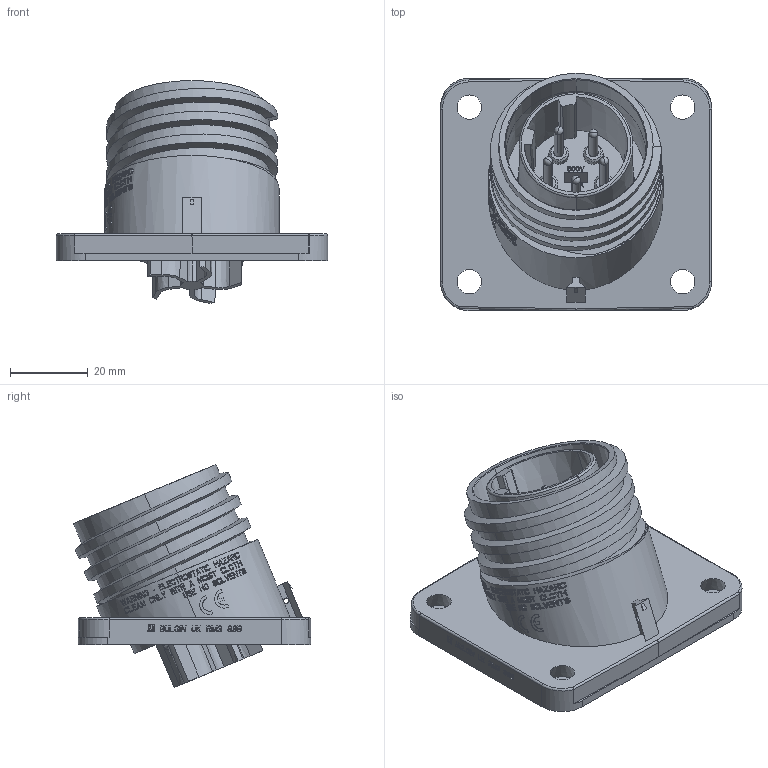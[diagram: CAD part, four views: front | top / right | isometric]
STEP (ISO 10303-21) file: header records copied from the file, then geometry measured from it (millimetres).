
FILE_DESCRIPTION(('STEP AP242'),'1');
FILE_NAME('px0941-05-p.stp','2024-01-11T19:30:07',('TraceParts'),('TraceParts S.A.'),'Spatial InterOp 3D',' ',' ');
FILE_SCHEMA(('AP242_MANAGED_MODEL_BASED_3D_ENGINEERING_MIM_LF {1 0 10303 442 1 1 4}'));
Length unit declared in the file: millimetre
Products named in the file (1): px0941-05-p
Bounding box: 70 x 61.21 x 57.5 mm (x, y, z)
Volume: 51032 mm3; surface area: 31949.3 mm2
Topology: 1 solids, 2 shells, 3400 faces, 9469 edges, 6275 vertices
Faces by surface type: plane 3012, cylinder 245, cone 104, sphere 21, bspline 10, torus 8
Entity records: 115414 total; most frequent: CARTESIAN_POINT 30334, ORIENTED_EDGE 18878, DIRECTION 15720, EDGE_CURVE 9439, LINE 6732, VECTOR 6732, VERTEX_POINT 6275, AXIS2_PLACEMENT_3D 4494
